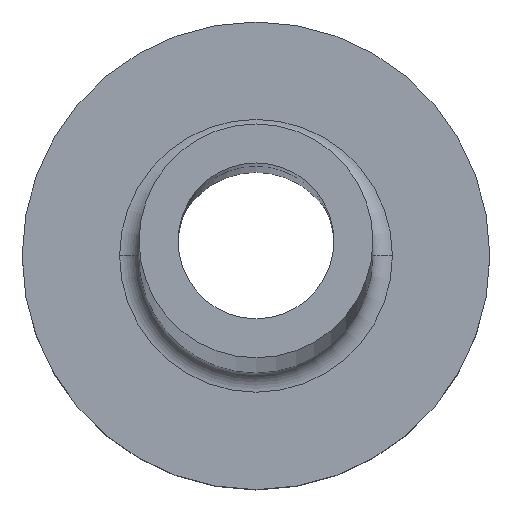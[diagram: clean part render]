
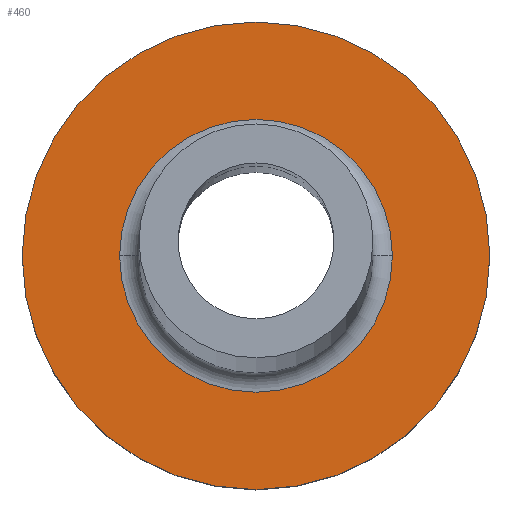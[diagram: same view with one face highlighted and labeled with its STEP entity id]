
A CAD part, top view. The second image highlights one B-rep face of the part: STEP entity #460.
In plain terms, the highlighted planar face has unit normal (0, 0, 1).
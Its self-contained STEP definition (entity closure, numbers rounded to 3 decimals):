
#16 = DIRECTION ( 'NONE',  ( 0., 0., 1. ) ) ;
#20 = EDGE_CURVE ( 'NONE', #200, #260, #323, .T. ) ;
#24 = EDGE_CURVE ( 'NONE', #146, #291, #444, .T. ) ;
#25 = DIRECTION ( 'NONE',  ( 1., 0., 0. ) ) ;
#36 = CARTESIAN_POINT ( 'NONE',  ( 0., 0., 5. ) ) ;
#48 = FACE_BOUND ( 'NONE', #294, .T. ) ;
#52 = CARTESIAN_POINT ( 'NONE',  ( 0., 0., 5. ) ) ;
#56 = PLANE ( 'NONE',  #191 ) ;
#92 = FACE_OUTER_BOUND ( 'NONE', #443, .T. ) ;
#123 = DIRECTION ( 'NONE',  ( 1., 0., 0. ) ) ;
#146 = VERTEX_POINT ( 'NONE', #169 ) ;
#157 = DIRECTION ( 'NONE',  ( 0., 0., -1. ) ) ;
#161 = DIRECTION ( 'NONE',  ( 1., 0., 0. ) ) ;
#165 = AXIS2_PLACEMENT_3D ( 'NONE', #224, #157, #123 ) ;
#167 = CIRCLE ( 'NONE', #229, 3.5 ) ;
#169 = CARTESIAN_POINT ( 'NONE',  ( -3.5, 0., 5. ) ) ;
#174 = CIRCLE ( 'NONE', #244, 6. ) ;
#191 = AXIS2_PLACEMENT_3D ( 'NONE', #416, #414, #161 ) ;
#200 = VERTEX_POINT ( 'NONE', #275 ) ;
#210 = DIRECTION ( 'NONE',  ( 1., 0., 0. ) ) ;
#213 = ORIENTED_EDGE ( 'NONE', *, *, #225, .T. ) ;
#224 = CARTESIAN_POINT ( 'NONE',  ( 0., 0., 5. ) ) ;
#225 = EDGE_CURVE ( 'NONE', #291, #146, #167, .T. ) ;
#229 = AXIS2_PLACEMENT_3D ( 'NONE', #354, #317, #421 ) ;
#244 = AXIS2_PLACEMENT_3D ( 'NONE', #36, #259, #210 ) ;
#249 = ORIENTED_EDGE ( 'NONE', *, *, #20, .T. ) ;
#259 = DIRECTION ( 'NONE',  ( 0., 0., 1. ) ) ;
#260 = VERTEX_POINT ( 'NONE', #289 ) ;
#265 = ORIENTED_EDGE ( 'NONE', *, *, #276, .T. ) ;
#275 = CARTESIAN_POINT ( 'NONE',  ( -6., 0., 5. ) ) ;
#276 = EDGE_CURVE ( 'NONE', #260, #200, #174, .T. ) ;
#282 = ORIENTED_EDGE ( 'NONE', *, *, #24, .T. ) ;
#289 = CARTESIAN_POINT ( 'NONE',  ( 6., 0., 5. ) ) ;
#291 = VERTEX_POINT ( 'NONE', #368 ) ;
#294 = EDGE_LOOP ( 'NONE', ( #213, #282 ) ) ;
#317 = DIRECTION ( 'NONE',  ( 0., 0., -1. ) ) ;
#323 = CIRCLE ( 'NONE', #417, 6. ) ;
#354 = CARTESIAN_POINT ( 'NONE',  ( 0., 0., 5. ) ) ;
#368 = CARTESIAN_POINT ( 'NONE',  ( 3.5, 0., 5. ) ) ;
#414 = DIRECTION ( 'NONE',  ( 0., 0., 1. ) ) ;
#416 = CARTESIAN_POINT ( 'NONE',  ( 0., 0., 5. ) ) ;
#417 = AXIS2_PLACEMENT_3D ( 'NONE', #52, #16, #25 ) ;
#421 = DIRECTION ( 'NONE',  ( 1., 0., 0. ) ) ;
#443 = EDGE_LOOP ( 'NONE', ( #249, #265 ) ) ;
#444 = CIRCLE ( 'NONE', #165, 3.5 ) ;
#460 = ADVANCED_FACE ( 'NONE', ( #48, #92 ), #56, .T. ) ;
